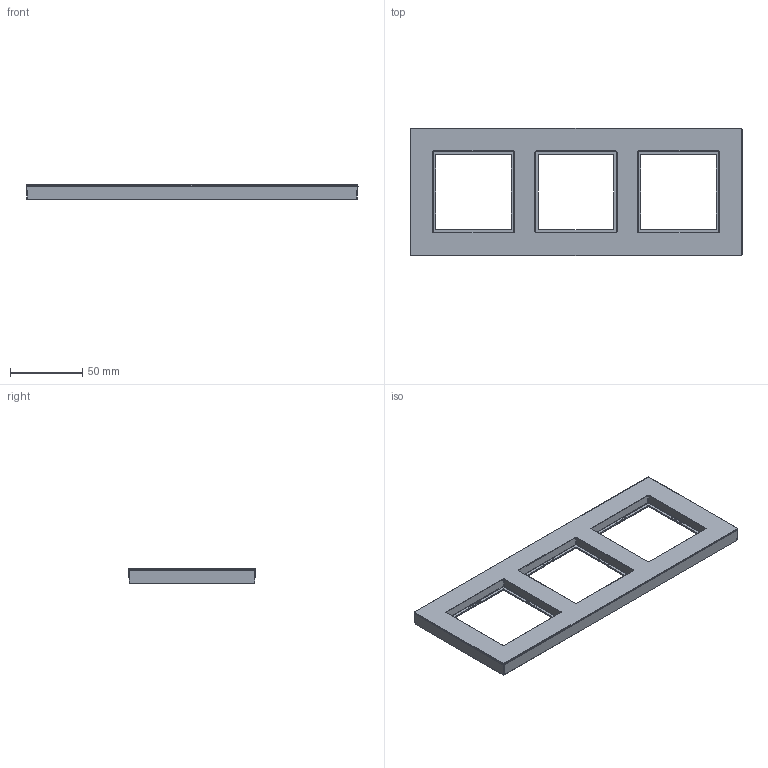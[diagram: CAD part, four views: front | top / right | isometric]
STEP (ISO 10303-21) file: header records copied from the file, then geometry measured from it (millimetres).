
FILE_DESCRIPTION((''),'2;1');
FILE_NAME('WAD8300_GEN_ASM','2025-03-19T10:27:19',('andolfs'),(''),'CREO PARAMETRIC BY PTC INC, 2023154','CREO PARAMETRIC BY PTC INC, 2023154','');
FILE_SCHEMA(('CONFIG_CONTROL_DESIGN','SHAPE_APPEARANCE_LAYERS_GROUPS'));
Products named in the file (3): W4G0091_18; W1A2429_GEN; WAD8300_GEN_ASM
Assembly tree (2 placements, depth 2):
  WAD8300_GEN_ASM
    W4G0091_18
    W1A2429_GEN
Bounding box: 230 x 88 x 10 mm (x, y, z)
Volume: 33620.3 mm3; surface area: 43250.3 mm2
Topology: 1 solids, 1 shells, 2968 faces, 7862 edges, 5068 vertices
Faces by surface type: plane 1254, extrusion 798, cylinder 440, bspline 292, sphere 96, torus 48, cone 28, revolution 12
Entity records: 140733 total; most frequent: CARTESIAN_POINT 47944, ORIENTED_EDGE 15724, DIRECTION 11270, PRESENTATION_STYLE_ASSIGNMENT 7863, STYLED_ITEM 7863, CURVE_STYLE 7862, EDGE_CURVE 7862, VECTOR 5452
